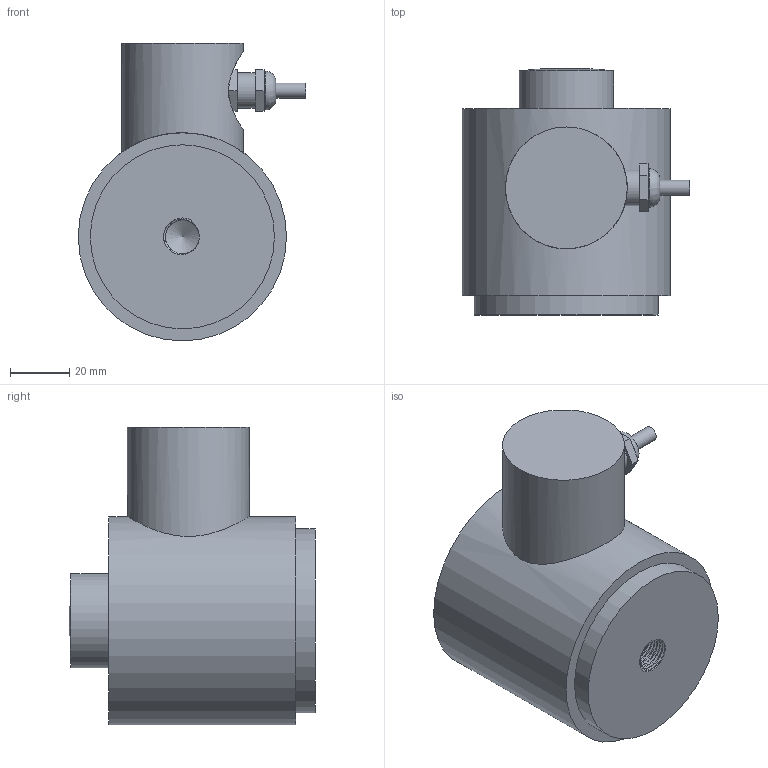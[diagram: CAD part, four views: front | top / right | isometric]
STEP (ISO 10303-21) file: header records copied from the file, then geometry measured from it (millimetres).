
FILE_DESCRIPTION(/* description */ (''),/* implementation_level */ '2;1');
FILE_NAME(/* name */ '106CS20-(25-50)klb v2.step',/* time_stamp */ '2020-01-29T15:26:02-08:00',/* author */ (''),/* organization */ (''),/* preprocessor_version */ 'ST-DEVELOPER v18',/* originating_system */ 'Autodesk Translation Framework v8.12.0.6',/* authorisation */ '');
FILE_SCHEMA (('AUTOMOTIVE_DESIGN { 1 0 10303 214 3 1 1 }'));
Length unit declared in the file: inch
Products named in the file (2): 106CS20-(25-50)klb; Connector
Assembly tree (1 placements, depth 2):
  106CS20-(25-50)klb
    Connector
Bounding box: 76.58 x 82.89 x 100.3 mm (x, y, z)
Volume: 313171.8 mm3; surface area: 31175.9 mm2
Topology: 2 solids, 2 shells, 70 faces, 167 edges, 110 vertices
Faces by surface type: cylinder 39, plane 25, bspline 3, cone 2, sphere 1
Full cylindrical faces by diameter (mm): 5.1 x1, 10 x1, 11.468 x12, 12 x2, 12.7 x13, 13 x1, 26.6 x1, 31.75 x1, 41 x1, 61.976 x1, 70.104 x1
Entity records: 4992 total; most frequent: CARTESIAN_POINT 3421, ORIENTED_EDGE 330, DIRECTION 271, EDGE_CURVE 165, VERTEX_POINT 110, AXIS2_PLACEMENT_3D 98, EDGE_LOOP 81, LINE 75
